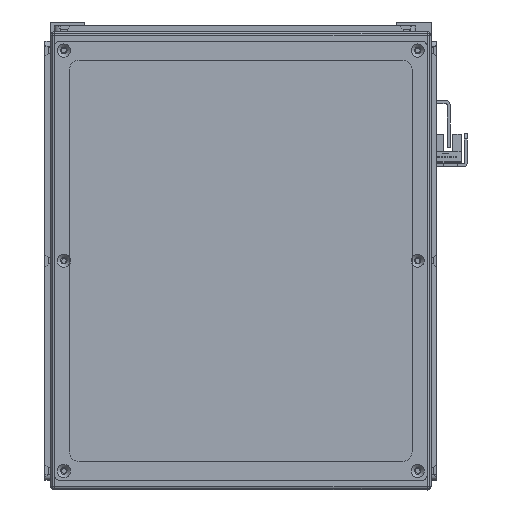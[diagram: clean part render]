
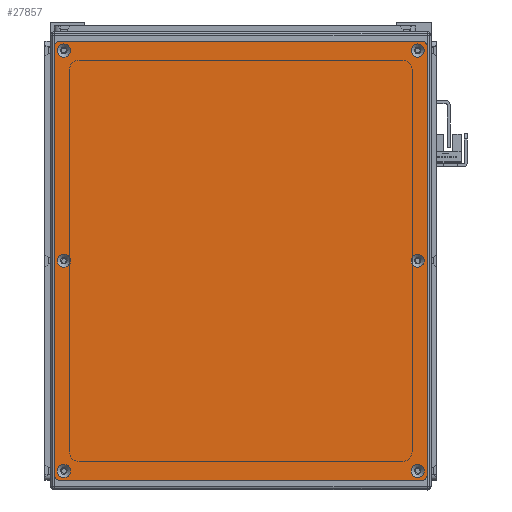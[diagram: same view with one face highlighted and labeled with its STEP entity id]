
A CAD part, front view. The second image highlights one B-rep face of the part: STEP entity #27857.
In plain terms, the highlighted planar face has unit normal (0, -1, 0).
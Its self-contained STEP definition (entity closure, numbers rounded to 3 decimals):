
#790=FACE_BOUND('',#6806,.T.);
#791=FACE_BOUND('',#6807,.T.);
#792=FACE_BOUND('',#6808,.T.);
#793=FACE_BOUND('',#6809,.T.);
#794=FACE_BOUND('',#6810,.T.);
#795=FACE_BOUND('',#6811,.T.);
#2829=CIRCLE('',#30905,3.45);
#2832=CIRCLE('',#30910,3.45);
#2835=CIRCLE('',#30915,3.45);
#2838=CIRCLE('',#30920,3.45);
#2841=CIRCLE('',#30925,3.45);
#2844=CIRCLE('',#30930,3.45);
#2847=CIRCLE('',#30935,3.);
#2849=CIRCLE('',#30938,3.);
#2850=CIRCLE('',#30939,3.);
#2851=CIRCLE('',#30940,3.);
#4983=FACE_OUTER_BOUND('',#6805,.T.);
#6805=EDGE_LOOP('',(#25588,#25589,#25590,#25591,#25592,#25593,#25594,#25595));
#6806=EDGE_LOOP('',(#25596));
#6807=EDGE_LOOP('',(#25597));
#6808=EDGE_LOOP('',(#25598));
#6809=EDGE_LOOP('',(#25599));
#6810=EDGE_LOOP('',(#25600));
#6811=EDGE_LOOP('',(#25601));
#9175=LINE('',#48565,#11530);
#9176=LINE('',#48569,#11531);
#9177=LINE('',#48573,#11532);
#9178=LINE('',#48576,#11533);
#11530=VECTOR('',#38756,10.);
#11531=VECTOR('',#38759,10.);
#11532=VECTOR('',#38762,10.);
#11533=VECTOR('',#38765,10.);
#14095=VERTEX_POINT('',#48495);
#14098=VERTEX_POINT('',#48505);
#14101=VERTEX_POINT('',#48515);
#14104=VERTEX_POINT('',#48525);
#14107=VERTEX_POINT('',#48535);
#14110=VERTEX_POINT('',#48545);
#14113=VERTEX_POINT('',#48555);
#14114=VERTEX_POINT('',#48556);
#14117=VERTEX_POINT('',#48564);
#14118=VERTEX_POINT('',#48566);
#14119=VERTEX_POINT('',#48568);
#14120=VERTEX_POINT('',#48570);
#14121=VERTEX_POINT('',#48572);
#14122=VERTEX_POINT('',#48574);
#17922=EDGE_CURVE('',#14095,#14095,#2829,.T.);
#17927=EDGE_CURVE('',#14098,#14098,#2832,.T.);
#17932=EDGE_CURVE('',#14101,#14101,#2835,.T.);
#17937=EDGE_CURVE('',#14104,#14104,#2838,.T.);
#17942=EDGE_CURVE('',#14107,#14107,#2841,.T.);
#17947=EDGE_CURVE('',#14110,#14110,#2844,.T.);
#17952=EDGE_CURVE('',#14113,#14114,#2847,.T.);
#17956=EDGE_CURVE('',#14113,#14117,#9175,.T.);
#17957=EDGE_CURVE('',#14118,#14117,#2849,.T.);
#17958=EDGE_CURVE('',#14118,#14119,#9176,.T.);
#17959=EDGE_CURVE('',#14120,#14119,#2850,.T.);
#17960=EDGE_CURVE('',#14120,#14121,#9177,.T.);
#17961=EDGE_CURVE('',#14122,#14121,#2851,.T.);
#17962=EDGE_CURVE('',#14122,#14114,#9178,.T.);
#25588=ORIENTED_EDGE('',*,*,#17952,.F.);
#25589=ORIENTED_EDGE('',*,*,#17956,.T.);
#25590=ORIENTED_EDGE('',*,*,#17957,.F.);
#25591=ORIENTED_EDGE('',*,*,#17958,.T.);
#25592=ORIENTED_EDGE('',*,*,#17959,.F.);
#25593=ORIENTED_EDGE('',*,*,#17960,.T.);
#25594=ORIENTED_EDGE('',*,*,#17961,.F.);
#25595=ORIENTED_EDGE('',*,*,#17962,.T.);
#25596=ORIENTED_EDGE('',*,*,#17922,.T.);
#25597=ORIENTED_EDGE('',*,*,#17927,.T.);
#25598=ORIENTED_EDGE('',*,*,#17932,.T.);
#25599=ORIENTED_EDGE('',*,*,#17937,.T.);
#25600=ORIENTED_EDGE('',*,*,#17942,.T.);
#25601=ORIENTED_EDGE('',*,*,#17947,.T.);
#26468=PLANE('',#30937);
#27857=ADVANCED_FACE('',(#4983,#790,#791,#792,#793,#794,#795),#26468,.T.);
#30905=AXIS2_PLACEMENT_3D('',#48496,#38676,#38677);
#30910=AXIS2_PLACEMENT_3D('',#48506,#38688,#38689);
#30915=AXIS2_PLACEMENT_3D('',#48516,#38700,#38701);
#30920=AXIS2_PLACEMENT_3D('',#48526,#38712,#38713);
#30925=AXIS2_PLACEMENT_3D('',#48536,#38724,#38725);
#30930=AXIS2_PLACEMENT_3D('',#48546,#38736,#38737);
#30935=AXIS2_PLACEMENT_3D('',#48557,#38748,#38749);
#30937=AXIS2_PLACEMENT_3D('',#48563,#38754,#38755);
#30938=AXIS2_PLACEMENT_3D('',#48567,#38757,#38758);
#30939=AXIS2_PLACEMENT_3D('',#48571,#38760,#38761);
#30940=AXIS2_PLACEMENT_3D('',#48575,#38763,#38764);
#38676=DIRECTION('center_axis',(0.,1.,0.));
#38677=DIRECTION('ref_axis',(1.,0.,0.));
#38688=DIRECTION('center_axis',(0.,1.,0.));
#38689=DIRECTION('ref_axis',(1.,0.,0.));
#38700=DIRECTION('center_axis',(0.,1.,0.));
#38701=DIRECTION('ref_axis',(1.,0.,0.));
#38712=DIRECTION('center_axis',(0.,1.,0.));
#38713=DIRECTION('ref_axis',(1.,0.,0.));
#38724=DIRECTION('center_axis',(0.,1.,0.));
#38725=DIRECTION('ref_axis',(1.,0.,0.));
#38736=DIRECTION('center_axis',(0.,1.,0.));
#38737=DIRECTION('ref_axis',(1.,0.,0.));
#38748=DIRECTION('center_axis',(0.,1.,0.));
#38749=DIRECTION('ref_axis',(-0.707,0.,0.707));
#38754=DIRECTION('center_axis',(0.,-1.,0.));
#38755=DIRECTION('ref_axis',(0.,0.,-1.));
#38756=DIRECTION('',(0.,0.,-1.));
#38757=DIRECTION('center_axis',(0.,1.,0.));
#38758=DIRECTION('ref_axis',(-0.707,0.,-0.707));
#38759=DIRECTION('',(1.,0.,0.));
#38760=DIRECTION('center_axis',(0.,1.,0.));
#38761=DIRECTION('ref_axis',(0.707,0.,-0.707));
#38762=DIRECTION('',(0.,0.,1.));
#38763=DIRECTION('center_axis',(0.,1.,0.));
#38764=DIRECTION('ref_axis',(0.707,0.,0.707));
#38765=DIRECTION('',(-1.,0.,0.));
#48495=CARTESIAN_POINT('',(107.05,-1.5,93.));
#48496=CARTESIAN_POINT('Origin',(110.5,-1.5,93.));
#48505=CARTESIAN_POINT('',(-3.45,-1.5,93.));
#48506=CARTESIAN_POINT('Origin',(0.,-1.5,93.));
#48515=CARTESIAN_POINT('',(-113.95,-1.5,93.));
#48516=CARTESIAN_POINT('Origin',(-110.5,-1.5,93.));
#48525=CARTESIAN_POINT('',(-113.95,-1.5,-93.));
#48526=CARTESIAN_POINT('Origin',(-110.5,-1.5,-93.));
#48535=CARTESIAN_POINT('',(-3.45,-1.5,-93.));
#48536=CARTESIAN_POINT('Origin',(0.,-1.5,-93.));
#48545=CARTESIAN_POINT('',(107.05,-1.5,-93.));
#48546=CARTESIAN_POINT('Origin',(110.5,-1.5,-93.));
#48555=CARTESIAN_POINT('',(-115.5,-1.5,95.));
#48556=CARTESIAN_POINT('',(-112.5,-1.5,98.));
#48557=CARTESIAN_POINT('Origin',(-112.5,-1.5,95.));
#48563=CARTESIAN_POINT('Origin',(0.,-1.5,0.));
#48564=CARTESIAN_POINT('',(-115.5,-1.5,-95.));
#48565=CARTESIAN_POINT('',(-115.5,-1.5,98.));
#48566=CARTESIAN_POINT('',(-112.5,-1.5,-98.));
#48567=CARTESIAN_POINT('Origin',(-112.5,-1.5,-95.));
#48568=CARTESIAN_POINT('',(112.5,-1.5,-98.));
#48569=CARTESIAN_POINT('',(-115.5,-1.5,-98.));
#48570=CARTESIAN_POINT('',(115.5,-1.5,-95.));
#48571=CARTESIAN_POINT('Origin',(112.5,-1.5,-95.));
#48572=CARTESIAN_POINT('',(115.5,-1.5,95.));
#48573=CARTESIAN_POINT('',(115.5,-1.5,-98.));
#48574=CARTESIAN_POINT('',(112.5,-1.5,98.));
#48575=CARTESIAN_POINT('Origin',(112.5,-1.5,95.));
#48576=CARTESIAN_POINT('',(115.5,-1.5,98.));
